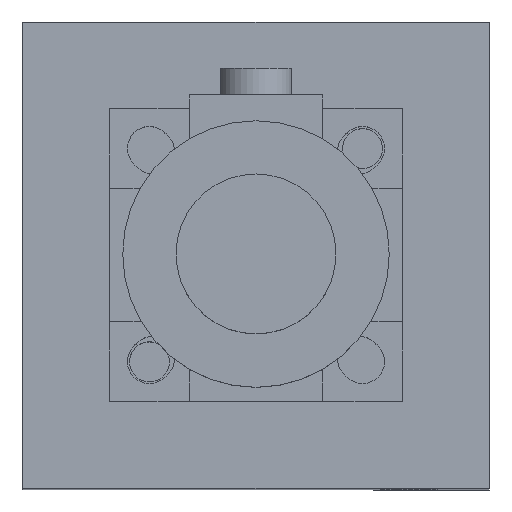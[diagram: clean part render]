
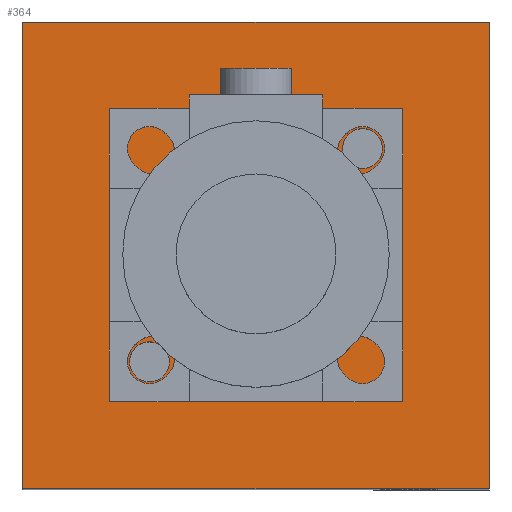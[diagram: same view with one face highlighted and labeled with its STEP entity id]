
A CAD part, top view. The second image highlights one B-rep face of the part: STEP entity #364.
In plain terms, the highlighted planar face has unit normal (0, 0, 1).
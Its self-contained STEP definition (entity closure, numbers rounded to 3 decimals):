
#133=CARTESIAN_POINT('',(9.5,8.0,70.));
#134=VERTEX_POINT('',#133);
#135=CARTESIAN_POINT('',(8.,8.0,70.));
#136=DIRECTION('',(0.0,0.0,-1.0));
#137=DIRECTION('',(1.0,0.0,0.0));
#138=AXIS2_PLACEMENT_3D('',#135,#136,#137);
#139=CIRCLE('',#138,1.5);
#140=EDGE_CURVE('',#134,#134,#139,.T.);
#191=CARTESIAN_POINT('',(-6.5,-8.0,70.));
#192=VERTEX_POINT('',#191);
#193=CARTESIAN_POINT('',(-8.0,-8.0,70.));
#194=DIRECTION('',(0.0,0.0,-1.0));
#195=DIRECTION('',(1.0,0.0,0.0));
#196=AXIS2_PLACEMENT_3D('',#193,#194,#195);
#197=CIRCLE('',#196,1.5);
#198=EDGE_CURVE('',#192,#192,#197,.T.);
#228=CARTESIAN_POINT('',(17.5,17.5,70.));
#229=VERTEX_POINT('',#228);
#230=CARTESIAN_POINT('',(17.5,-17.5,70.));
#231=VERTEX_POINT('',#230);
#232=CARTESIAN_POINT('',(17.5,17.5,70.));
#233=DIRECTION('',(0.0,-1.0,0.0));
#234=VECTOR('',#233,35.);
#235=LINE('',#232,#234);
#236=EDGE_CURVE('',#229,#231,#235,.T.);
#268=CARTESIAN_POINT('',(-17.5,-17.5,70.));
#269=VERTEX_POINT('',#268);
#270=CARTESIAN_POINT('',(17.5,-17.5,70.));
#271=DIRECTION('',(-1.0,0.0,0.0));
#272=VECTOR('',#271,35.);
#273=LINE('',#270,#272);
#274=EDGE_CURVE('',#231,#269,#273,.T.);
#299=CARTESIAN_POINT('',(-17.5,17.5,70.));
#300=VERTEX_POINT('',#299);
#301=CARTESIAN_POINT('',(-17.5,-17.5,70.));
#302=DIRECTION('',(0.0,1.0,0.0));
#303=VECTOR('',#302,35.);
#304=LINE('',#301,#303);
#305=EDGE_CURVE('',#269,#300,#304,.T.);
#330=CARTESIAN_POINT('',(-17.5,17.5,70.));
#331=DIRECTION('',(1.0,0.0,0.0));
#332=VECTOR('',#331,35.);
#333=LINE('',#330,#332);
#334=EDGE_CURVE('',#300,#229,#333,.T.);
#347=CARTESIAN_POINT('',(0.,0.,70.));
#348=DIRECTION('',(0.0,0.0,1.0));
#349=DIRECTION('',(1.0,0.0,0.0));
#350=AXIS2_PLACEMENT_3D('',#347,#348,#349);
#351=PLANE('',#350);
#352=ORIENTED_EDGE('',*,*,#236,.F.);
#353=ORIENTED_EDGE('',*,*,#334,.F.);
#354=ORIENTED_EDGE('',*,*,#305,.F.);
#355=ORIENTED_EDGE('',*,*,#274,.F.);
#356=EDGE_LOOP('',(#352,#353,#354,#355));
#357=FACE_OUTER_BOUND('',#356,.T.);
#358=ORIENTED_EDGE('',*,*,#140,.T.);
#359=EDGE_LOOP('',(#358));
#360=FACE_BOUND('',#359,.T.);
#361=ORIENTED_EDGE('',*,*,#198,.T.);
#362=EDGE_LOOP('',(#361));
#363=FACE_BOUND('',#362,.T.);
#364=ADVANCED_FACE('',(#357,#360,#363),#351,.T.);
